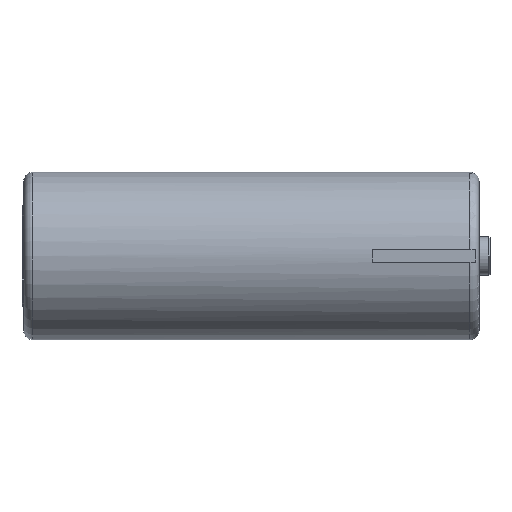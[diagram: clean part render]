
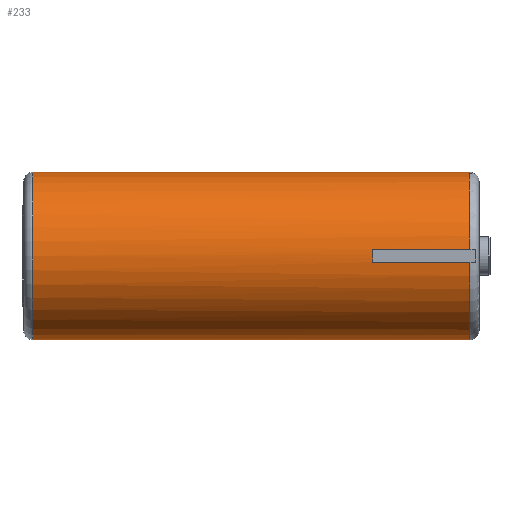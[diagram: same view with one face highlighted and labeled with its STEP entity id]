
A CAD part, top view. The second image highlights one B-rep face of the part: STEP entity #233.
In plain terms, the highlighted cylindrical face has radius 9.15 mm (diameter 18.3 mm), a partial arc.
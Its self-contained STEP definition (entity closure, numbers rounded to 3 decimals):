
#75 = VERTEX_POINT('',#76);
#76 = CARTESIAN_POINT('',(-1.55,9.256,-10.877));
#83 = EDGE_CURVE('',#84,#75,#86,.T.);
#84 = VERTEX_POINT('',#85);
#85 = CARTESIAN_POINT('',(-1.55,0.793,-1.753));
#86 = CIRCLE('',#87,9.15);
#87 = AXIS2_PLACEMENT_3D('',#88,#89,#90);
#88 = CARTESIAN_POINT('',(-1.55,0.106,-10.877));
#89 = DIRECTION('',(-1.,0.,0.));
#90 = DIRECTION('',(0.,-1.,0.));
#117 = VERTEX_POINT('',#118);
#118 = CARTESIAN_POINT('',(-1.55,-0.581,-1.753));
#127 = EDGE_CURVE('',#128,#117,#130,.T.);
#128 = VERTEX_POINT('',#129);
#129 = CARTESIAN_POINT('',(-1.55,-9.044,-10.877));
#130 = CIRCLE('',#131,9.15);
#131 = AXIS2_PLACEMENT_3D('',#132,#133,#134);
#132 = CARTESIAN_POINT('',(-1.55,0.106,-10.877));
#133 = DIRECTION('',(-1.,0.,0.));
#134 = DIRECTION('',(0.,-1.,0.));
#151 = EDGE_CURVE('',#152,#154,#156,.T.);
#152 = VERTEX_POINT('',#153);
#153 = CARTESIAN_POINT('',(-49.25,9.256,-10.877));
#154 = VERTEX_POINT('',#155);
#155 = CARTESIAN_POINT('',(-49.25,-9.044,-10.877));
#156 = CIRCLE('',#157,9.15);
#157 = AXIS2_PLACEMENT_3D('',#158,#159,#160);
#158 = CARTESIAN_POINT('',(-49.25,0.106,-10.877));
#159 = DIRECTION('',(1.,0.,0.));
#160 = DIRECTION('',(0.,-1.,0.));
#233 = ADVANCED_FACE('',(#234),#274,.T.);
#234 = FACE_BOUND('',#235,.T.);
#235 = EDGE_LOOP('',(#236,#237,#243,#244,#252,#261,#267,#268));
#236 = ORIENTED_EDGE('',*,*,#151,.T.);
#237 = ORIENTED_EDGE('',*,*,#238,.T.);
#238 = EDGE_CURVE('',#154,#128,#239,.T.);
#239 = LINE('',#240,#241);
#240 = CARTESIAN_POINT('',(-50.25,-9.044,-10.877));
#241 = VECTOR('',#242,1.);
#242 = DIRECTION('',(1.,0.,0.));
#243 = ORIENTED_EDGE('',*,*,#127,.T.);
#244 = ORIENTED_EDGE('',*,*,#245,.T.);
#245 = EDGE_CURVE('',#117,#246,#248,.T.);
#246 = VERTEX_POINT('',#247);
#247 = CARTESIAN_POINT('',(-12.15,-0.581,-1.753));
#248 = LINE('',#249,#250);
#249 = CARTESIAN_POINT('',(-50.25,-0.581,-1.753));
#250 = VECTOR('',#251,1.);
#251 = DIRECTION('',(-1.,0.,0.));
#252 = ORIENTED_EDGE('',*,*,#253,.T.);
#253 = EDGE_CURVE('',#246,#254,#256,.T.);
#254 = VERTEX_POINT('',#255);
#255 = CARTESIAN_POINT('',(-12.15,0.793,-1.753));
#256 = CIRCLE('',#257,9.15);
#257 = AXIS2_PLACEMENT_3D('',#258,#259,#260);
#258 = CARTESIAN_POINT('',(-12.15,0.106,-10.877));
#259 = DIRECTION('',(-1.,0.,0.));
#260 = DIRECTION('',(0.,-1.,0.));
#261 = ORIENTED_EDGE('',*,*,#262,.T.);
#262 = EDGE_CURVE('',#254,#84,#263,.T.);
#263 = LINE('',#264,#265);
#264 = CARTESIAN_POINT('',(-50.25,0.793,-1.753));
#265 = VECTOR('',#266,1.);
#266 = DIRECTION('',(1.,0.,0.));
#267 = ORIENTED_EDGE('',*,*,#83,.T.);
#268 = ORIENTED_EDGE('',*,*,#269,.F.);
#269 = EDGE_CURVE('',#152,#75,#270,.T.);
#270 = LINE('',#271,#272);
#271 = CARTESIAN_POINT('',(-50.25,9.256,-10.877));
#272 = VECTOR('',#273,1.);
#273 = DIRECTION('',(1.,0.,0.));
#274 = CYLINDRICAL_SURFACE('',#275,9.15);
#275 = AXIS2_PLACEMENT_3D('',#276,#277,#278);
#276 = CARTESIAN_POINT('',(-50.25,0.106,-10.877));
#277 = DIRECTION('',(1.,0.,0.));
#278 = DIRECTION('',(0.,1.,0.));
